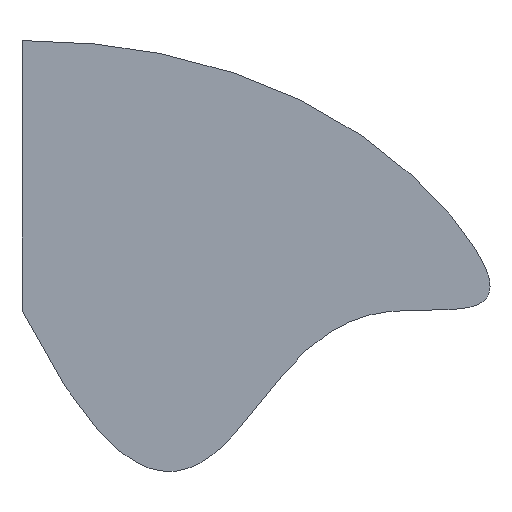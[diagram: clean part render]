
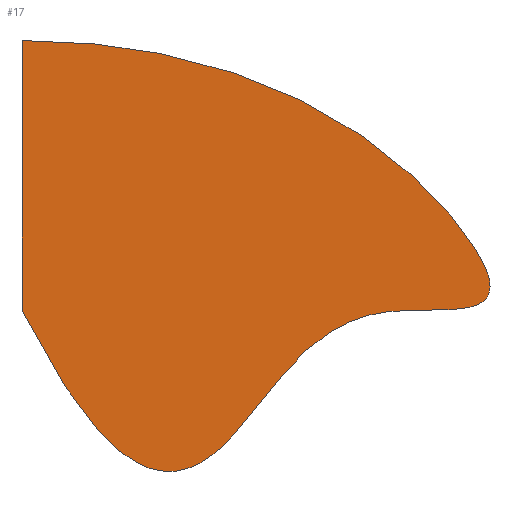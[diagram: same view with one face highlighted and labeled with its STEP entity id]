
A CAD part, top view. The second image highlights one B-rep face of the part: STEP entity #17.
In plain terms, the highlighted planar face has unit normal (0, 0, 1).
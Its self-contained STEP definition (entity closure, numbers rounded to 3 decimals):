
#17 = ADVANCED_FACE('',(#18),#36,.T.);
#18 = FACE_BOUND('',#19,.T.);
#19 = EDGE_LOOP('',(#20,#51));
#20 = ORIENTED_EDGE('',*,*,#21,.T.);
#21 = EDGE_CURVE('',#22,#24,#26,.T.);
#22 = VERTEX_POINT('',#23);
#23 = CARTESIAN_POINT('',(0.,0.,0.));
#24 = VERTEX_POINT('',#25);
#25 = CARTESIAN_POINT('',(0.,0.5,0.));
#26 = SURFACE_CURVE('',#27,(#35),.PCURVE_S1.);
#27 = B_SPLINE_CURVE_WITH_KNOTS('',3,(#28,#29,#30,#31,#32,#33,#34),
  .UNSPECIFIED.,.F.,.F.,(4,1,1,1,4),(0.,0.25,0.5,0.75,1.),
  .QUASI_UNIFORM_KNOTS.);
#28 = CARTESIAN_POINT('',(0.,0.,0.));
#29 = CARTESIAN_POINT('',(0.25,-0.5,0.));
#30 = CARTESIAN_POINT('',(0.5,0.,0.));
#31 = CARTESIAN_POINT('',(0.75,0.,0.));
#32 = CARTESIAN_POINT('',(1.,0.,0.));
#33 = CARTESIAN_POINT('',(0.5,0.5,0.));
#34 = CARTESIAN_POINT('',(0.,0.5,0.));
#35 = PCURVE('',#36,#41);
#36 = PLANE('',#37);
#37 = AXIS2_PLACEMENT_3D('',#38,#39,#40);
#38 = CARTESIAN_POINT('',(0.394,0.082,0.));
#39 = DIRECTION('',(0.,0.,1.));
#40 = DIRECTION('',(1.,0.,-0.));
#41 = DEFINITIONAL_REPRESENTATION('',(#42),#50);
#42 = B_SPLINE_CURVE_WITH_KNOTS('',3,(#43,#44,#45,#46,#47,#48,#49),
  .UNSPECIFIED.,.F.,.F.,(4,1,1,1,4),(0.,0.25,0.5,0.75,1.),
  .QUASI_UNIFORM_KNOTS.);
#43 = CARTESIAN_POINT('',(-0.394,-0.082));
#44 = CARTESIAN_POINT('',(-0.144,-0.582));
#45 = CARTESIAN_POINT('',(0.106,-0.082));
#46 = CARTESIAN_POINT('',(0.356,-0.082));
#47 = CARTESIAN_POINT('',(0.606,-0.082));
#48 = CARTESIAN_POINT('',(0.106,0.418));
#49 = CARTESIAN_POINT('',(-0.394,0.418));
#50 = ( GEOMETRIC_REPRESENTATION_CONTEXT(2) 
PARAMETRIC_REPRESENTATION_CONTEXT() REPRESENTATION_CONTEXT('2D SPACE',''
  ) );
#51 = ORIENTED_EDGE('',*,*,#52,.F.);
#52 = EDGE_CURVE('',#22,#24,#53,.T.);
#53 = SURFACE_CURVE('',#54,(#58),.PCURVE_S1.);
#54 = LINE('',#55,#56);
#55 = CARTESIAN_POINT('',(0.,0.,0.));
#56 = VECTOR('',#57,1.);
#57 = DIRECTION('',(0.,1.,0.));
#58 = PCURVE('',#36,#59);
#59 = DEFINITIONAL_REPRESENTATION('',(#60),#64);
#60 = LINE('',#61,#62);
#61 = CARTESIAN_POINT('',(-0.394,-0.082));
#62 = VECTOR('',#63,1.);
#63 = DIRECTION('',(0.,1.));
#64 = ( GEOMETRIC_REPRESENTATION_CONTEXT(2) 
PARAMETRIC_REPRESENTATION_CONTEXT() REPRESENTATION_CONTEXT('2D SPACE',''
  ) );
